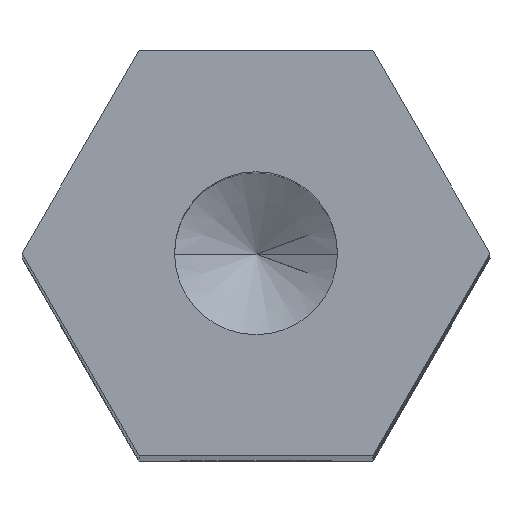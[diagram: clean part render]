
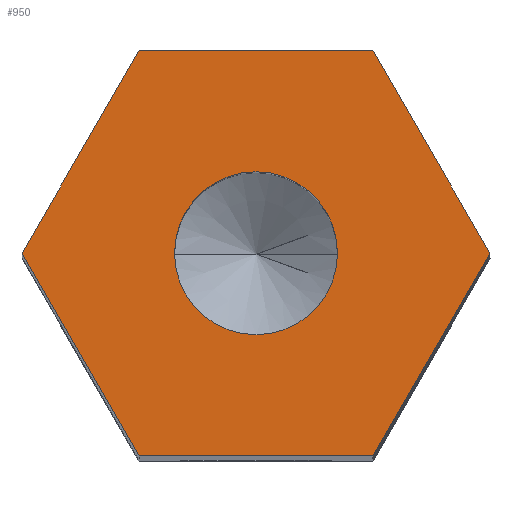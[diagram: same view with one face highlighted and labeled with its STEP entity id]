
A CAD part, top view. The second image highlights one B-rep face of the part: STEP entity #950.
In plain terms, the highlighted planar face has unit normal (0, 0, 1).
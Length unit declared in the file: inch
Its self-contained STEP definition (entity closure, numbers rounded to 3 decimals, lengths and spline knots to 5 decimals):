
#5 = CARTESIAN_POINT ( 'NONE',  ( -0.28868, 0., 4.8496 ) ) ;
#8 = VERTEX_POINT ( 'NONE', #885 ) ;
#64 = LINE ( 'NONE', #726, #1058 ) ;
#74 = DIRECTION ( 'NONE',  ( -0.5, -0.866, 0. ) ) ;
#77 = DIRECTION ( 'NONE',  ( 0.5, -0.866, 0. ) ) ;
#87 = ORIENTED_EDGE ( 'NONE', *, *, #886, .F. ) ;
#111 = DIRECTION ( 'NONE',  ( 0.5, 0.866, 0. ) ) ;
#131 = DIRECTION ( 'NONE',  ( 0., 0., 1. ) ) ;
#167 = ORIENTED_EDGE ( 'NONE', *, *, #798, .T. ) ;
#183 = CARTESIAN_POINT ( 'NONE',  ( 0.28868, 0., 4.8496 ) ) ;
#223 = EDGE_CURVE ( 'NONE', #717, #1349, #64, .T. ) ;
#256 = CARTESIAN_POINT ( 'NONE',  ( -0.28868, 0., 4.8496 ) ) ;
#281 = EDGE_LOOP ( 'NONE', ( #87, #928 ) ) ;
#320 = VERTEX_POINT ( 'NONE', #183 ) ;
#331 = VECTOR ( 'NONE', #77, 39.37008 ) ;
#345 = AXIS2_PLACEMENT_3D ( 'NONE', #749, #1597, #1450 ) ;
#352 = EDGE_CURVE ( 'NONE', #1005, #8, #1326, .T. ) ;
#389 = FACE_OUTER_BOUND ( 'NONE', #640, .T. ) ;
#427 = VECTOR ( 'NONE', #1228, 39.37008 ) ;
#451 = LINE ( 'NONE', #1319, #686 ) ;
#479 = CARTESIAN_POINT ( 'NONE',  ( 0.28868, 0., 4.8496 ) ) ;
#507 = VECTOR ( 'NONE', #111, 39.37008 ) ;
#543 = ORIENTED_EDGE ( 'NONE', *, *, #819, .T. ) ;
#615 = VERTEX_POINT ( 'NONE', #1226 ) ;
#640 = EDGE_LOOP ( 'NONE', ( #543, #167, #800, #694, #921, #1288 ) ) ;
#645 = CIRCLE ( 'NONE', #345, 0.1005 ) ;
#673 = CARTESIAN_POINT ( 'NONE',  ( 0.14434, -0.25, 4.8496 ) ) ;
#680 = VERTEX_POINT ( 'NONE', #673 ) ;
#686 = VECTOR ( 'NONE', #1438, 39.37008 ) ;
#694 = ORIENTED_EDGE ( 'NONE', *, *, #1591, .T. ) ;
#717 = VERTEX_POINT ( 'NONE', #1550 ) ;
#721 = CARTESIAN_POINT ( 'NONE',  ( 0., 0., 4.8496 ) ) ;
#726 = CARTESIAN_POINT ( 'NONE',  ( 0.14434, 0.25, 4.8496 ) ) ;
#743 = LINE ( 'NONE', #479, #427 ) ;
#746 = EDGE_CURVE ( 'NONE', #814, #615, #1068, .T. ) ;
#749 = CARTESIAN_POINT ( 'NONE',  ( 0., 0., 4.8496 ) ) ;
#798 = EDGE_CURVE ( 'NONE', #320, #717, #743, .T. ) ;
#800 = ORIENTED_EDGE ( 'NONE', *, *, #223, .T. ) ;
#803 = LINE ( 'NONE', #1465, #507 ) ;
#814 = VERTEX_POINT ( 'NONE', #1583 ) ;
#819 = EDGE_CURVE ( 'NONE', #680, #320, #803, .T. ) ;
#846 = CARTESIAN_POINT ( 'NONE',  ( -0.14434, 0.25, 4.8496 ) ) ;
#847 = DIRECTION ( 'NONE',  ( 1., 0., 0. ) ) ;
#873 = VECTOR ( 'NONE', #74, 39.37008 ) ;
#885 = CARTESIAN_POINT ( 'NONE',  ( -0.14434, -0.25, 4.8496 ) ) ;
#886 = EDGE_CURVE ( 'NONE', #615, #814, #645, .T. ) ;
#888 = CARTESIAN_POINT ( 'NONE',  ( 0., 0., 4.8496 ) ) ;
#921 = ORIENTED_EDGE ( 'NONE', *, *, #352, .T. ) ;
#928 = ORIENTED_EDGE ( 'NONE', *, *, #746, .F. ) ;
#950 = ADVANCED_FACE ( 'NONE', ( #1406, #389 ), #1489, .T. ) ;
#1005 = VERTEX_POINT ( 'NONE', #256 ) ;
#1009 = DIRECTION ( 'NONE',  ( 1., 0., 0. ) ) ;
#1058 = VECTOR ( 'NONE', #1599, 39.37008 ) ;
#1062 = CARTESIAN_POINT ( 'NONE',  ( -0.14434, 0.25, 4.8496 ) ) ;
#1068 = CIRCLE ( 'NONE', #1191, 0.1005 ) ;
#1191 = AXIS2_PLACEMENT_3D ( 'NONE', #721, #1568, #847 ) ;
#1226 = CARTESIAN_POINT ( 'NONE',  ( 0.1005, 0., 4.8496 ) ) ;
#1228 = DIRECTION ( 'NONE',  ( -0.5, 0.866, 0. ) ) ;
#1288 = ORIENTED_EDGE ( 'NONE', *, *, #1427, .T. ) ;
#1306 = LINE ( 'NONE', #1062, #873 ) ;
#1319 = CARTESIAN_POINT ( 'NONE',  ( -0.14434, -0.25, 4.8496 ) ) ;
#1326 = LINE ( 'NONE', #5, #331 ) ;
#1349 = VERTEX_POINT ( 'NONE', #846 ) ;
#1375 = AXIS2_PLACEMENT_3D ( 'NONE', #888, #131, #1009 ) ;
#1406 = FACE_BOUND ( 'NONE', #281, .T. ) ;
#1427 = EDGE_CURVE ( 'NONE', #8, #680, #451, .T. ) ;
#1438 = DIRECTION ( 'NONE',  ( 1., 0., 0. ) ) ;
#1450 = DIRECTION ( 'NONE',  ( 1., 0., 0. ) ) ;
#1465 = CARTESIAN_POINT ( 'NONE',  ( 0.14434, -0.25, 4.8496 ) ) ;
#1489 = PLANE ( 'NONE',  #1375 ) ;
#1550 = CARTESIAN_POINT ( 'NONE',  ( 0.14434, 0.25, 4.8496 ) ) ;
#1568 = DIRECTION ( 'NONE',  ( 0., 0., 1. ) ) ;
#1583 = CARTESIAN_POINT ( 'NONE',  ( -0.1005, 0., 4.8496 ) ) ;
#1591 = EDGE_CURVE ( 'NONE', #1349, #1005, #1306, .T. ) ;
#1597 = DIRECTION ( 'NONE',  ( 0., 0., 1. ) ) ;
#1599 = DIRECTION ( 'NONE',  ( -1., 0., 0. ) ) ;
